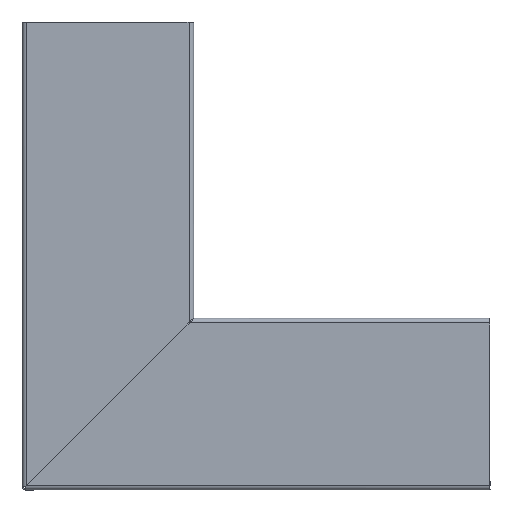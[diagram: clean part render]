
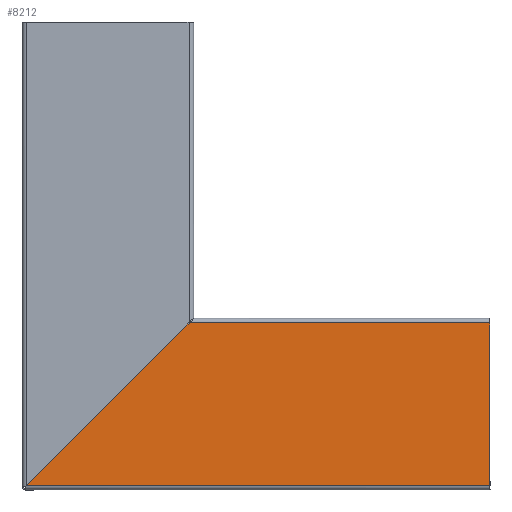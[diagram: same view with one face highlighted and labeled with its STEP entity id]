
A CAD part, left-side view. The second image highlights one B-rep face of the part: STEP entity #8212.
In plain terms, the highlighted planar face has unit normal (-1, 0, 0).
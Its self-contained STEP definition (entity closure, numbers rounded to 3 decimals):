
#852 = CARTESIAN_POINT ( 'NONE',  ( 0., -244.85, 106.05 ) ) ;
#1025 = DIRECTION ( 'NONE',  ( 0., -1., 0. ) ) ;
#1612 = CARTESIAN_POINT ( 'NONE',  ( 0., 352.95, 106.05 ) ) ;
#1619 = DIRECTION ( 'NONE',  ( 0., 0., -1. ) ) ;
#2150 = DIRECTION ( 'NONE',  ( 0., -0.707, 0.707 ) ) ;
#2557 = LINE ( 'NONE', #7144, #8076 ) ;
#2787 = VECTOR ( 'NONE', #1619, 1000. ) ;
#3052 = DIRECTION ( 'NONE',  ( -1., 0., 0. ) ) ;
#3090 = CARTESIAN_POINT ( 'NONE',  ( 0., 52.049, 2.05 ) ) ;
#3097 = DIRECTION ( 'NONE',  ( 0., -1., 0. ) ) ;
#3513 = EDGE_CURVE ( 'NONE', #5877, #5363, #6606, .T. ) ;
#3547 = VERTEX_POINT ( 'NONE', #3090 ) ;
#3552 = ORIENTED_EDGE ( 'NONE', *, *, #4562, .T. ) ;
#3589 = EDGE_CURVE ( 'NONE', #8488, #5877, #6167, .T. ) ;
#4258 = FACE_OUTER_BOUND ( 'NONE', #7907, .T. ) ;
#4562 = EDGE_CURVE ( 'NONE', #3547, #5363, #7393, .T. ) ;
#5308 = CARTESIAN_POINT ( 'NONE',  ( 0., 352.95, 106.05 ) ) ;
#5363 = VERTEX_POINT ( 'NONE', #6503 ) ;
#5877 = VERTEX_POINT ( 'NONE', #852 ) ;
#6167 = LINE ( 'NONE', #5308, #8079 ) ;
#6503 = CARTESIAN_POINT ( 'NONE',  ( 0., -244.85, 2.05 ) ) ;
#6606 = LINE ( 'NONE', #6635, #2787 ) ;
#6635 = CARTESIAN_POINT ( 'NONE',  ( 0., -244.85, 106.05 ) ) ;
#6832 = ORIENTED_EDGE ( 'NONE', *, *, #3589, .F. ) ;
#7043 = ORIENTED_EDGE ( 'NONE', *, *, #8085, .F. ) ;
#7105 = CARTESIAN_POINT ( 'NONE',  ( 0., -51.951, 106.05 ) ) ;
#7144 = CARTESIAN_POINT ( 'NONE',  ( 0., 150.5, -96.4 ) ) ;
#7218 = ORIENTED_EDGE ( 'NONE', *, *, #3513, .F. ) ;
#7361 = PLANE ( 'NONE',  #8073 ) ;
#7393 = LINE ( 'NONE', #8131, #8618 ) ;
#7907 = EDGE_LOOP ( 'NONE', ( #7043, #3552, #7218, #6832 ) ) ;
#8073 = AXIS2_PLACEMENT_3D ( 'NONE', #1612, #3052, #8089 ) ;
#8076 = VECTOR ( 'NONE', #2150, 1000. ) ;
#8079 = VECTOR ( 'NONE', #1025, 1000. ) ;
#8085 = EDGE_CURVE ( 'NONE', #3547, #8488, #2557, .T. ) ;
#8089 = DIRECTION ( 'NONE',  ( 0., 1., 0. ) ) ;
#8131 = CARTESIAN_POINT ( 'NONE',  ( 0., 352.95, 2.05 ) ) ;
#8212 = ADVANCED_FACE ( 'NONE', ( #4258 ), #7361, .T. ) ;
#8488 = VERTEX_POINT ( 'NONE', #7105 ) ;
#8618 = VECTOR ( 'NONE', #3097, 1000. ) ;
